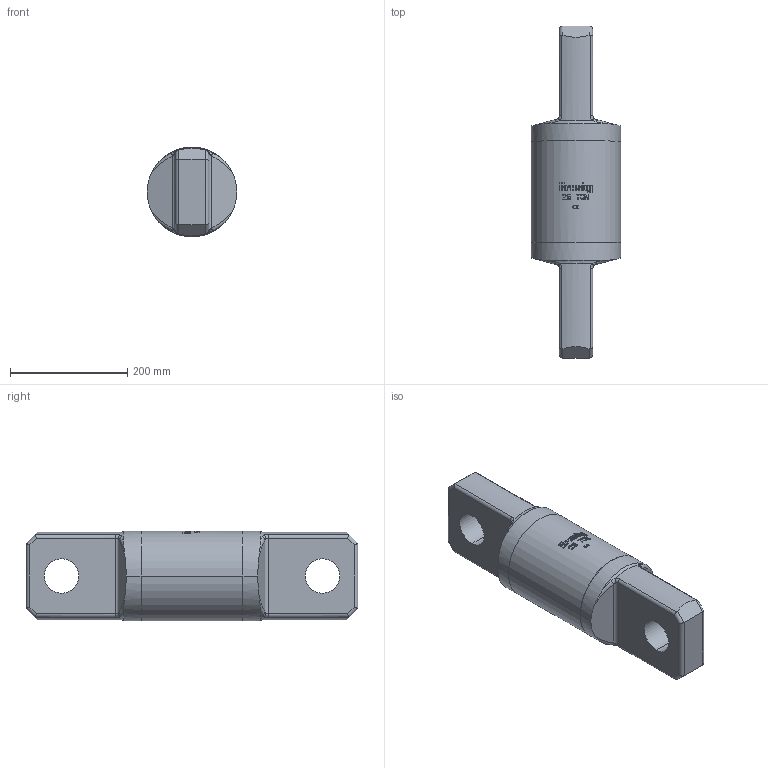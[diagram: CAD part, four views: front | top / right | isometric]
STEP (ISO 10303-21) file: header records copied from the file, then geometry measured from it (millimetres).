
FILE_DESCRIPTION((''),'2;1');
FILE_NAME('CROSBY_SWIVEL_25-S-5_298154','2008-08-06T',('adoughty'),('The Crosby Group, Inc.'),'PRO/ENGINEER BY PARAMETRIC TECHNOLOGY CORPORATION, 2005070','PRO/ENGINEER BY PARAMETRIC TECHNOLOGY CORPORATION, 2005070','');
FILE_SCHEMA(('CONFIG_CONTROL_DESIGN'));
Length unit declared in the file: inch
Products named in the file (1): CROSBY_SWIVEL_25-S-5_298154
Bounding box: 152.53 x 565.15 x 152.53 mm (x, y, z)
Volume: 6718689.9 mm3; surface area: 291197.2 mm2
Topology: 1 solids, 1 shells, 319 faces, 852 edges, 556 vertices
Faces by surface type: plane 218, cylinder 65, bspline 26, torus 8, cone 2
Entity records: 12132 total; most frequent: CARTESIAN_POINT 4613, ORIENTED_EDGE 1704, DIRECTION 1342, EDGE_CURVE 852, VERTEX_POINT 556, AXIS2_PLACEMENT_3D 477, VECTOR 388, LINE 388
